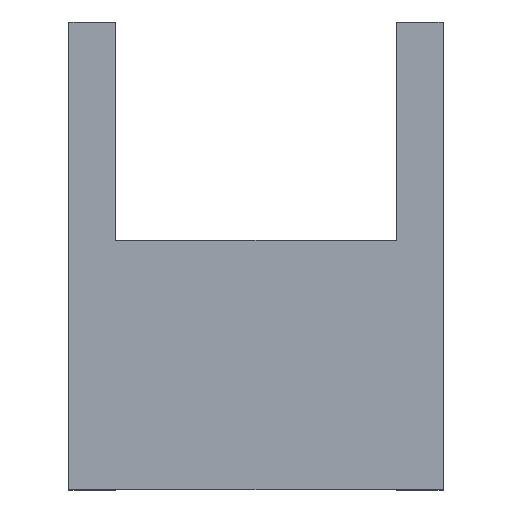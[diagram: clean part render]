
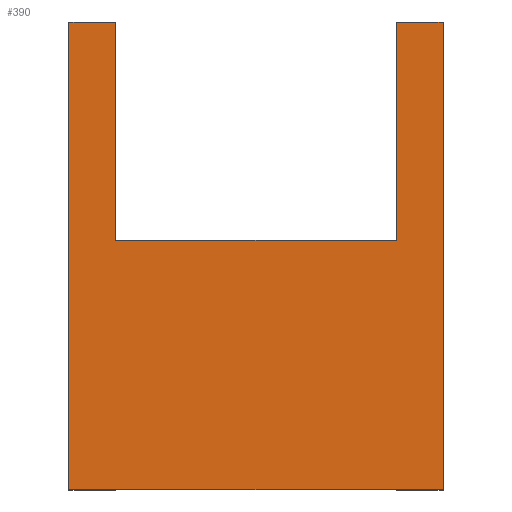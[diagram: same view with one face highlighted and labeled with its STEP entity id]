
A CAD part, top view. The second image highlights one B-rep face of the part: STEP entity #390.
In plain terms, the highlighted planar face has unit normal (0, 0, 1).
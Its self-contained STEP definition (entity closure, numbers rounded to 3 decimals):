
#24=FACE_OUTER_BOUND('',#44,.T.);
#44=EDGE_LOOP('',(#297,#298,#299,#300,#301,#302,#303,#304));
#60=LINE('',#545,#114);
#67=LINE('',#558,#121);
#77=LINE('',#580,#131);
#87=LINE('',#599,#141);
#88=LINE('',#601,#142);
#89=LINE('',#603,#143);
#90=LINE('',#605,#144);
#91=LINE('',#606,#145);
#114=VECTOR('',#446,10.);
#121=VECTOR('',#455,10.);
#131=VECTOR('',#469,10.);
#141=VECTOR('',#489,10.);
#142=VECTOR('',#490,10.);
#143=VECTOR('',#491,10.);
#144=VECTOR('',#492,10.);
#145=VECTOR('',#493,10.);
#167=VERTEX_POINT('',#542);
#168=VERTEX_POINT('',#544);
#173=VERTEX_POINT('',#556);
#182=VERTEX_POINT('',#577);
#183=VERTEX_POINT('',#579);
#188=VERTEX_POINT('',#600);
#189=VERTEX_POINT('',#602);
#190=VERTEX_POINT('',#604);
#204=EDGE_CURVE('',#168,#167,#60,.T.);
#211=EDGE_CURVE('',#167,#173,#67,.T.);
#221=EDGE_CURVE('',#183,#182,#77,.T.);
#231=EDGE_CURVE('',#182,#168,#87,.T.);
#232=EDGE_CURVE('',#173,#188,#88,.T.);
#233=EDGE_CURVE('',#188,#189,#89,.T.);
#234=EDGE_CURVE('',#189,#190,#90,.T.);
#235=EDGE_CURVE('',#190,#183,#91,.T.);
#297=ORIENTED_EDGE('',*,*,#221,.T.);
#298=ORIENTED_EDGE('',*,*,#231,.T.);
#299=ORIENTED_EDGE('',*,*,#204,.T.);
#300=ORIENTED_EDGE('',*,*,#211,.T.);
#301=ORIENTED_EDGE('',*,*,#232,.T.);
#302=ORIENTED_EDGE('',*,*,#233,.T.);
#303=ORIENTED_EDGE('',*,*,#234,.T.);
#304=ORIENTED_EDGE('',*,*,#235,.T.);
#370=PLANE('',#424);
#390=ADVANCED_FACE('',(#24),#370,.T.);
#424=AXIS2_PLACEMENT_3D('',#598,#487,#488);
#446=DIRECTION('',(0.,1.,0.));
#455=DIRECTION('',(-1.,0.,0.));
#469=DIRECTION('',(0.,-1.,0.));
#487=DIRECTION('center_axis',(0.,0.,1.));
#488=DIRECTION('ref_axis',(1.,0.,0.));
#489=DIRECTION('',(-1.,0.,0.));
#490=DIRECTION('',(0.,-1.,0.));
#491=DIRECTION('',(1.,0.,0.));
#492=DIRECTION('',(0.,1.,0.));
#493=DIRECTION('',(-1.,0.,0.));
#542=CARTESIAN_POINT('',(-4.5,23.,7.5));
#544=CARTESIAN_POINT('',(-4.5,16.,7.5));
#545=CARTESIAN_POINT('',(-4.5,21.,7.5));
#556=CARTESIAN_POINT('',(-6.,23.,7.5));
#558=CARTESIAN_POINT('',(-5.,23.,7.5));
#577=CARTESIAN_POINT('',(4.5,16.,7.5));
#579=CARTESIAN_POINT('',(4.5,23.,7.5));
#580=CARTESIAN_POINT('',(4.5,21.,7.5));
#598=CARTESIAN_POINT('Origin',(5.,19.,7.5));
#599=CARTESIAN_POINT('',(2.5,16.,7.5));
#600=CARTESIAN_POINT('',(-6.,8.,7.5));
#601=CARTESIAN_POINT('',(-6.,9.,7.5));
#602=CARTESIAN_POINT('',(6.,8.,7.5));
#603=CARTESIAN_POINT('',(5.,8.,7.5));
#604=CARTESIAN_POINT('',(6.,23.,7.5));
#605=CARTESIAN_POINT('',(6.,9.,7.5));
#606=CARTESIAN_POINT('',(-5.,23.,7.5));
